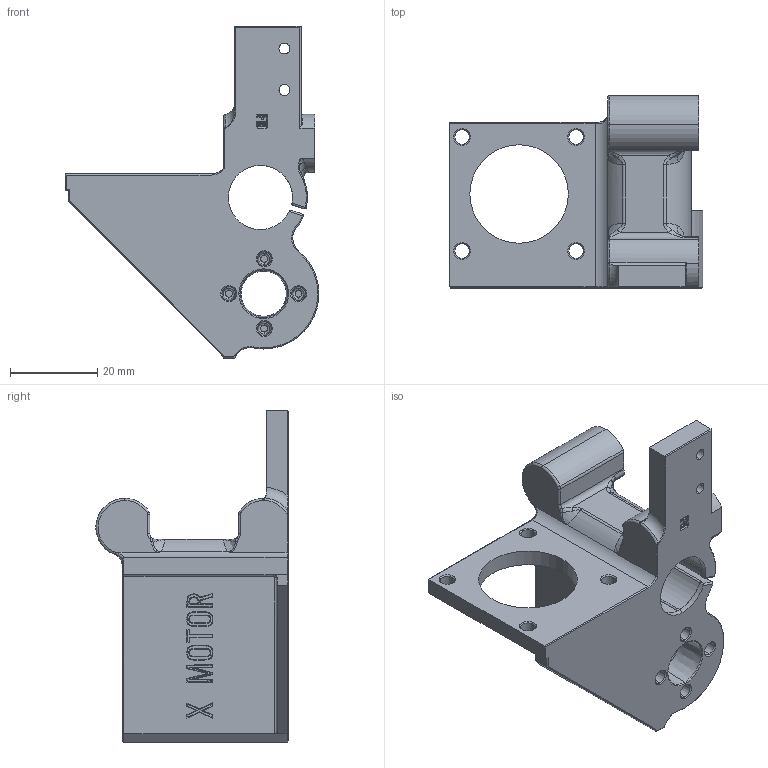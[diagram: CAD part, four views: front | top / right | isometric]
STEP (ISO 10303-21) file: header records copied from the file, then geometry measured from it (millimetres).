
FILE_DESCRIPTION (( 'STEP AP214' ), '1' );
FILE_NAME ('XMotorMount_22.STEP', '2022-01-11T22:59:40', ( '' ), ( '' ), 'SwSTEP 2.0', 'SolidWorks 2021', '' );
FILE_SCHEMA (( 'AUTOMOTIVE_DESIGN' ));
Length unit declared in the file: inch
Products named in the file (1): XMotorMount_22
Bounding box: 58.27 x 44.15 x 76.24 mm (x, y, z)
Volume: 26611 mm3; surface area: 15660.4 mm2
Topology: 1 solids, 1 shells, 555 faces, 1432 edges, 902 vertices
Faces by surface type: plane 236, bspline 121, cylinder 107, cone 56, torus 32, sphere 3
Entity records: 28228 total; most frequent: CARTESIAN_POINT 15809, ORIENTED_EDGE 2852, DIRECTION 2128, EDGE_CURVE 1426, VERTEX_POINT 902, AXIS2_PLACEMENT_3D 726, VECTOR 676, LINE 676
